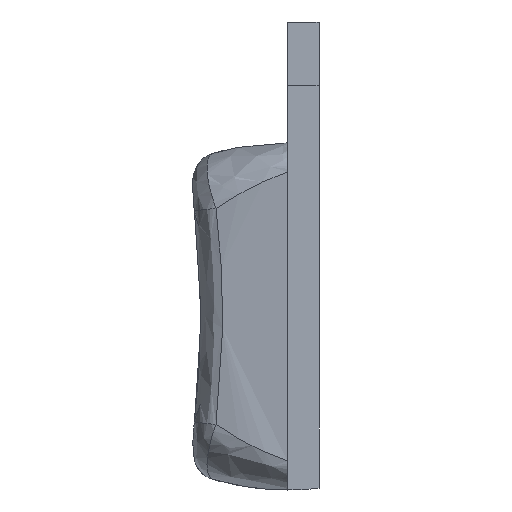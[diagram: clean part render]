
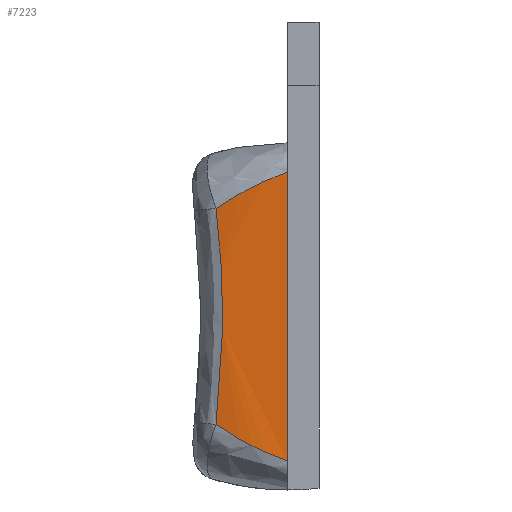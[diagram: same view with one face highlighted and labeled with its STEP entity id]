
A CAD part, left-side view. The second image highlights one B-rep face of the part: STEP entity #7223.
In plain terms, the highlighted free-form (B-spline) face has degree [1, 2] with [2, 3] control points.
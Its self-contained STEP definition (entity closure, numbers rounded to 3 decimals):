
#39=(
BOUNDED_SURFACE()
B_SPLINE_SURFACE(1,2,((#14570,#14571,#14572),(#14573,#14574,#14575)),
 .UNSPECIFIED.,.F.,.F.,.F.)
B_SPLINE_SURFACE_WITH_KNOTS((2,2),(3,3),(-0.226,0.226),
(-0.164,0.),.UNSPECIFIED.)
GEOMETRIC_REPRESENTATION_ITEM()
RATIONAL_B_SPLINE_SURFACE(((1.,0.997,1.),(1.,0.997,
1.)))
REPRESENTATION_ITEM('')
SURFACE()
);
#252=B_SPLINE_CURVE_WITH_KNOTS('',3,(#13012,#13013,#13014,#13015),
 .UNSPECIFIED.,.F.,.F.,(4,4),(-1.116,0.),.UNSPECIFIED.);
#306=B_SPLINE_CURVE_WITH_KNOTS('',3,(#14562,#14563,#14564,#14565),
 .UNSPECIFIED.,.F.,.F.,(4,4),(0.162,0.418),
 .UNSPECIFIED.);
#307=B_SPLINE_CURVE_WITH_KNOTS('',3,(#14566,#14567,#14568,#14569),
 .UNSPECIFIED.,.F.,.F.,(4,4),(0.033,0.162),
 .UNSPECIFIED.);
#308=B_SPLINE_CURVE_WITH_KNOTS('',3,(#14577,#14578,#14579,#14580),
 .UNSPECIFIED.,.F.,.F.,(4,4),(0.,0.256),
 .UNSPECIFIED.);
#309=B_SPLINE_CURVE_WITH_KNOTS('',3,(#14581,#14582,#14583,#14584),
 .UNSPECIFIED.,.F.,.F.,(4,4),(0.256,0.385),
 .UNSPECIFIED.);
#579=FACE_OUTER_BOUND('',#984,.T.);
#984=EDGE_LOOP('',(#5603,#5604,#5605,#5606,#5607,#5608));
#1559=LINE('',#12865,#2315);
#2315=VECTOR('',#8414,9.19);
#3132=VERTEX_POINT('',#12856);
#3133=VERTEX_POINT('',#12864);
#3141=VERTEX_POINT('',#12963);
#3146=VERTEX_POINT('',#13010);
#3192=VERTEX_POINT('',#14561);
#3193=VERTEX_POINT('',#14576);
#3972=EDGE_CURVE('',#3132,#3133,#1559,.T.);
#3986=EDGE_CURVE('',#3146,#3141,#252,.T.);
#4064=EDGE_CURVE('',#3192,#3132,#306,.T.);
#4065=EDGE_CURVE('',#3141,#3192,#307,.T.);
#4066=EDGE_CURVE('',#3133,#3193,#308,.T.);
#4067=EDGE_CURVE('',#3193,#3146,#309,.T.);
#5603=ORIENTED_EDGE('',*,*,#4066,.F.);
#5604=ORIENTED_EDGE('',*,*,#3972,.F.);
#5605=ORIENTED_EDGE('',*,*,#4064,.F.);
#5606=ORIENTED_EDGE('',*,*,#4065,.F.);
#5607=ORIENTED_EDGE('',*,*,#3986,.F.);
#5608=ORIENTED_EDGE('',*,*,#4067,.F.);
#7223=ADVANCED_FACE('',(#579),#39,.F.);
#8414=DIRECTION('',(0.,0.,-1.));
#12856=CARTESIAN_POINT('',(-13.088,3.5,6.847));
#12864=CARTESIAN_POINT('',(-13.088,3.5,-6.847));
#12865=CARTESIAN_POINT('',(-13.088,3.5,0.));
#12963=CARTESIAN_POINT('',(-12.682,6.882,5.119));
#13010=CARTESIAN_POINT('',(-12.682,6.882,-5.12));
#13012=CARTESIAN_POINT('Ctrl Pts',(-12.682,6.882,-5.12));
#13013=CARTESIAN_POINT('Ctrl Pts',(-12.785,6.456,-1.72));
#13014=CARTESIAN_POINT('Ctrl Pts',(-12.785,6.456,1.72));
#13015=CARTESIAN_POINT('Ctrl Pts',(-12.682,6.882,5.119));
#14561=CARTESIAN_POINT('',(-12.901,5.8,5.795));
#14562=CARTESIAN_POINT('Ctrl Pts',(-12.9,5.8,5.795));
#14563=CARTESIAN_POINT('Ctrl Pts',(-13.02,5.065,6.211));
#14564=CARTESIAN_POINT('Ctrl Pts',(-13.088,4.291,6.565));
#14565=CARTESIAN_POINT('Ctrl Pts',(-13.088,3.5,6.847));
#14566=CARTESIAN_POINT('Ctrl Pts',(-12.682,6.882,5.119));
#14567=CARTESIAN_POINT('Ctrl Pts',(-12.767,6.533,5.359));
#14568=CARTESIAN_POINT('Ctrl Pts',(-12.84,6.171,5.585));
#14569=CARTESIAN_POINT('Ctrl Pts',(-12.9,5.8,5.795));
#14570=CARTESIAN_POINT('Ctrl Pts',(-12.682,6.882,-6.847));
#14571=CARTESIAN_POINT('Ctrl Pts',(-13.088,5.202,-6.847));
#14572=CARTESIAN_POINT('Ctrl Pts',(-13.088,3.5,-6.847));
#14573=CARTESIAN_POINT('Ctrl Pts',(-12.682,6.882,6.847));
#14574=CARTESIAN_POINT('Ctrl Pts',(-13.088,5.202,6.847));
#14575=CARTESIAN_POINT('Ctrl Pts',(-13.088,3.5,6.847));
#14576=CARTESIAN_POINT('',(-12.901,5.8,-5.795));
#14577=CARTESIAN_POINT('Ctrl Pts',(-13.088,3.5,-6.847));
#14578=CARTESIAN_POINT('Ctrl Pts',(-13.088,4.291,-6.565));
#14579=CARTESIAN_POINT('Ctrl Pts',(-13.02,5.065,-6.211));
#14580=CARTESIAN_POINT('Ctrl Pts',(-12.9,5.8,-5.795));
#14581=CARTESIAN_POINT('Ctrl Pts',(-12.9,5.8,-5.795));
#14582=CARTESIAN_POINT('Ctrl Pts',(-12.84,6.171,-5.585));
#14583=CARTESIAN_POINT('Ctrl Pts',(-12.767,6.533,-5.359));
#14584=CARTESIAN_POINT('Ctrl Pts',(-12.682,6.882,-5.12));
